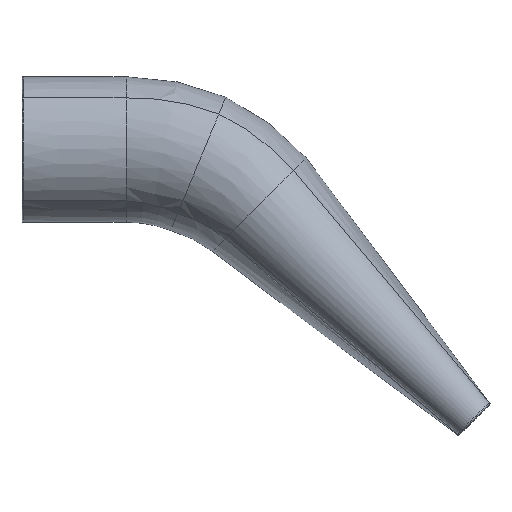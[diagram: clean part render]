
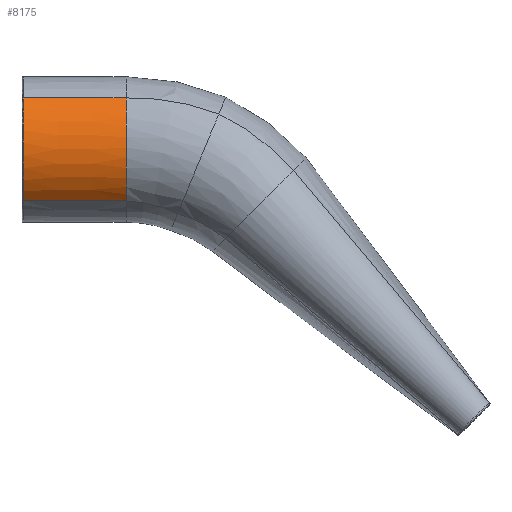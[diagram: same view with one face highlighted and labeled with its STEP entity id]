
A CAD part, top view. The second image highlights one B-rep face of the part: STEP entity #8175.
In plain terms, the highlighted free-form (B-spline) face has degree [3, 3] with [11, 4] control points.
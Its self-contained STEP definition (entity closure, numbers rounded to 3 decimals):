
#2731=DIRECTION('',(-1.,0.,0.));
#2732=VECTOR('',#2731,39.5);
#2733=CARTESIAN_POINT('',(0.,19.799,
19.799));
#2734=LINE('',#2733,#2732);
#2735=CARTESIAN_POINT('',(-39.5,-19.799,19.799));
#2736=CARTESIAN_POINT('',(-39.5,-18.503,21.095));
#2737=CARTESIAN_POINT('',(-39.5,-15.656,23.431));
#2738=CARTESIAN_POINT('',(-39.5,-10.784,26.035));
#2739=CARTESIAN_POINT('',(-39.5,-5.498,27.639));
#2740=CARTESIAN_POINT('',(-39.5,0.,28.18));
#2741=CARTESIAN_POINT('',(-39.5,5.498,27.639));
#2742=CARTESIAN_POINT('',(-39.5,10.784,26.035));
#2743=CARTESIAN_POINT('',(-39.5,15.656,23.431));
#2744=CARTESIAN_POINT('',(-39.5,18.503,21.095));
#2745=CARTESIAN_POINT('',(-39.5,19.799,19.799));
#2747=CARTESIAN_POINT('',(0.,19.799,
19.799));
#2748=CARTESIAN_POINT('',(0.,19.33,
20.268));
#2749=CARTESIAN_POINT('',(0.001,18.358,21.173));
#2750=CARTESIAN_POINT('',(0.001,16.8,22.43));
#2751=CARTESIAN_POINT('',(0.,15.155,
23.573));
#2752=CARTESIAN_POINT('',(-0.001,13.438,
24.591));
#2753=CARTESIAN_POINT('',(0.,11.647,
25.489));
#2754=CARTESIAN_POINT('',(0.,9.794,26.257));
#2755=CARTESIAN_POINT('',(0.,7.893,26.889));
#2756=CARTESIAN_POINT('',(0.,5.959,27.383));
#2757=CARTESIAN_POINT('',(0.,3.988,
27.739));
#2758=CARTESIAN_POINT('',(0.,1.995,
27.953));
#2759=CARTESIAN_POINT('',(0.,0.,
28.024));
#2760=CARTESIAN_POINT('',(0.,-1.995,
27.953));
#2761=CARTESIAN_POINT('',(0.,-3.987,
27.739));
#2762=CARTESIAN_POINT('',(0.,-5.959,
27.383));
#2763=CARTESIAN_POINT('',(0.,-7.892,
26.889));
#2764=CARTESIAN_POINT('',(0.,-9.793,
26.257));
#2765=CARTESIAN_POINT('',(0.,-11.647,
25.489));
#2766=CARTESIAN_POINT('',(-0.001,-13.438,
24.591));
#2767=CARTESIAN_POINT('',(0.,-15.154,
23.573));
#2768=CARTESIAN_POINT('',(0.,-16.8,
22.43));
#2769=CARTESIAN_POINT('',(0.,-18.358,
21.173));
#2770=CARTESIAN_POINT('',(0.,-19.33,
20.268));
#2771=CARTESIAN_POINT('',(0.,-19.799,
19.799));
#2773=DIRECTION('',(-1.,0.,0.));
#2774=VECTOR('',#2773,39.5);
#2775=CARTESIAN_POINT('',(0.,-19.799,
19.799));
#2776=LINE('',#2775,#2774);
#2787=CARTESIAN_POINT('',(-39.5,-19.799,19.799));
#2831=VERTEX_POINT('',#2747);
#2832=VERTEX_POINT('',#2771);
#2944=VERTEX_POINT('',#2787);
#2946=VERTEX_POINT('',#2745);
#8123=CARTESIAN_POINT('',(0.791,-20.411,
19.167));
#8124=CARTESIAN_POINT('',(-12.903,-20.411,
19.167));
#8125=CARTESIAN_POINT('',(-26.596,-20.411,
19.167));
#8126=CARTESIAN_POINT('',(-40.29,-20.411,
19.167));
#8127=CARTESIAN_POINT('',(0.791,-18.956,
20.717));
#8128=CARTESIAN_POINT('',(-12.903,-18.956,
20.717));
#8129=CARTESIAN_POINT('',(-26.596,-18.956,
20.717));
#8130=CARTESIAN_POINT('',(-40.29,-18.956,
20.717));
#8131=CARTESIAN_POINT('',(0.791,-15.916,
23.292));
#8132=CARTESIAN_POINT('',(-12.903,-15.916,
23.292));
#8133=CARTESIAN_POINT('',(-26.596,-15.916,
23.292));
#8134=CARTESIAN_POINT('',(-40.29,-15.916,
23.292));
#8135=CARTESIAN_POINT('',(0.791,-10.784,
26.035));
#8136=CARTESIAN_POINT('',(-12.903,-10.784,
26.035));
#8137=CARTESIAN_POINT('',(-26.596,-10.784,
26.035));
#8138=CARTESIAN_POINT('',(-40.29,-10.784,
26.035));
#8139=CARTESIAN_POINT('',(0.791,-5.498,
27.639));
#8140=CARTESIAN_POINT('',(-12.903,-5.498,
27.639));
#8141=CARTESIAN_POINT('',(-26.596,-5.498,
27.639));
#8142=CARTESIAN_POINT('',(-40.29,-5.498,
27.639));
#8143=CARTESIAN_POINT('',(0.791,0.,28.18));
#8144=CARTESIAN_POINT('',(-12.903,0.,28.18));
#8145=CARTESIAN_POINT('',(-26.596,0.,28.18));
#8146=CARTESIAN_POINT('',(-40.29,0.,28.18));
#8147=CARTESIAN_POINT('',(0.791,5.498,27.639));
#8148=CARTESIAN_POINT('',(-12.903,5.498,27.639));
#8149=CARTESIAN_POINT('',(-26.596,5.498,27.639));
#8150=CARTESIAN_POINT('',(-40.29,5.498,27.639));
#8151=CARTESIAN_POINT('',(0.791,10.784,26.035));
#8152=CARTESIAN_POINT('',(-12.903,10.784,26.035));
#8153=CARTESIAN_POINT('',(-26.596,10.784,26.035));
#8154=CARTESIAN_POINT('',(-40.29,10.784,26.035));
#8155=CARTESIAN_POINT('',(0.791,15.916,23.292));
#8156=CARTESIAN_POINT('',(-12.903,15.916,23.292));
#8157=CARTESIAN_POINT('',(-26.596,15.916,23.292));
#8158=CARTESIAN_POINT('',(-40.29,15.916,23.292));
#8159=CARTESIAN_POINT('',(0.791,18.956,20.717));
#8160=CARTESIAN_POINT('',(-12.903,18.956,20.717));
#8161=CARTESIAN_POINT('',(-26.596,18.956,20.717));
#8162=CARTESIAN_POINT('',(-40.29,18.956,20.717));
#8163=CARTESIAN_POINT('',(0.791,20.411,19.167));
#8164=CARTESIAN_POINT('',(-12.903,20.411,19.167));
#8165=CARTESIAN_POINT('',(-26.596,20.411,19.167));
#8166=CARTESIAN_POINT('',(-40.29,20.411,19.167));
#8167=B_SPLINE_SURFACE_WITH_KNOTS('',3,3,((#8123,#8124,#8125,#8126),(#8127,
#8128,#8129,#8130),(#8131,#8132,#8133,#8134),(#8135,#8136,#8137,#8138),(#8139,
#8140,#8141,#8142),(#8143,#8144,#8145,#8146),(#8147,#8148,#8149,#8150),(#8151,
#8152,#8153,#8154),(#8155,#8156,#8157,#8158),(#8159,#8160,#8161,#8162),(#8163,
#8164,#8165,#8166)),.UNSPECIFIED.,.F.,.F.,.F.,(4,1,1,1,1,1,1,1,4),(4,4),(
-0.02,0.125,0.25,0.375,0.5,0.625,0.75,0.875,
1.02),(-0.791,40.29),.UNSPECIFIED.);
#8168=ORIENTED_EDGE('',*,*,#7943,.T.);
#8169=ORIENTED_EDGE('',*,*,#8118,.F.);
#8170=ORIENTED_EDGE('',*,*,#7117,.T.);
#8172=ORIENTED_EDGE('',*,*,#8171,.T.);
#8173=EDGE_LOOP('',(#8168,#8169,#8170,#8172));
#8174=FACE_OUTER_BOUND('',#8173,.F.);
#8175=ADVANCED_FACE('',(#8174),#8167,.T.);
#2746=B_SPLINE_CURVE_WITH_KNOTS('',3,(#2735,#2736,#2737,#2738,#2739,#2740,#2741,
#2742,#2743,#2744,#2745),.UNSPECIFIED.,.F.,.F.,(4,1,1,1,1,1,1,1,4),(0.,
0.125,0.25,0.375,0.5,0.625,0.75,0.875,1.),.UNSPECIFIED.);
#2772=B_SPLINE_CURVE_WITH_KNOTS('',3,(#2747,#2748,#2749,#2750,#2751,#2752,#2753,
#2754,#2755,#2756,#2757,#2758,#2759,#2760,#2761,#2762,#2763,#2764,#2765,#2766,
#2767,#2768,#2769,#2770,#2771),.UNSPECIFIED.,.F.,.F.,(4,1,1,1,1,1,1,1,1,1,1,1,1,
1,1,1,1,1,1,1,1,1,4),(0.,0.045,0.091,
0.136,0.182,0.227,0.273,
0.318,0.364,0.409,0.455,0.5,
0.545,0.591,0.636,0.682,
0.727,0.773,0.818,0.864,
0.909,0.955,1.),.UNSPECIFIED.);
#7117=EDGE_CURVE('',#2831,#2832,#2772,.T.);
#7943=EDGE_CURVE('',#2944,#2946,#2746,.T.);
#8118=EDGE_CURVE('',#2831,#2946,#2734,.T.);
#8171=EDGE_CURVE('',#2832,#2944,#2776,.T.);
